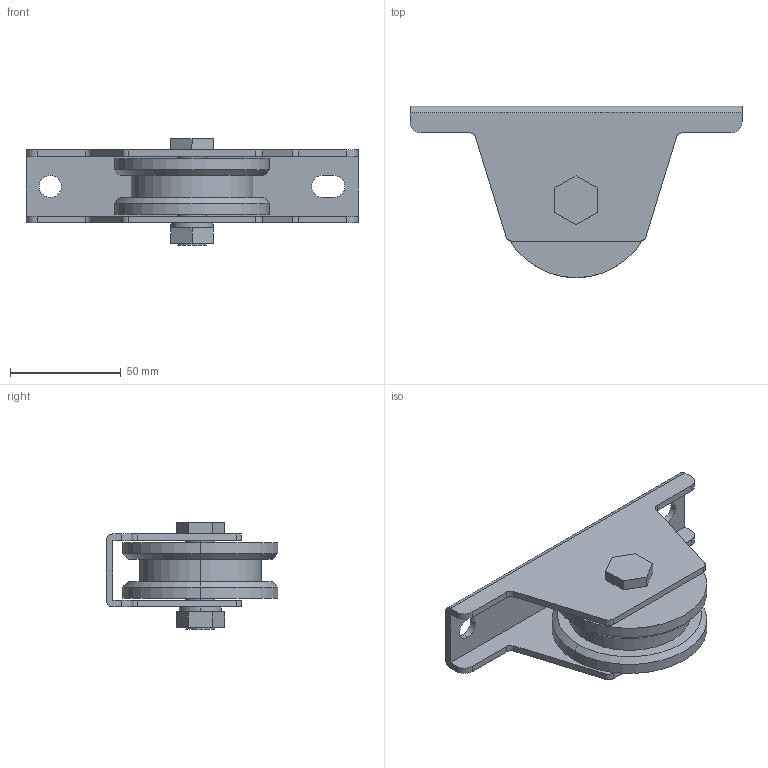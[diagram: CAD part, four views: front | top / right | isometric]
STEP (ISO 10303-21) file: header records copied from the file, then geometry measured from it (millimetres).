
FILE_DESCRIPTION (( 'STEP AP203' ), '1' );
FILE_NAME ('K-20-70.STEP', '2009-08-10T04:00:54', ( '11sw' ), ( 'タキゲン製造株式会社' ), 'SwSTEP 2.0', 'SolidWorks 2007', '' );
FILE_SCHEMA (( 'CONFIG_CONTROL_DESIGN' ));
Length unit declared in the file: millimetre
Products named in the file (1): K-20-70
Bounding box: 150 x 77.5 x 48 mm (x, y, z)
Volume: 129213.3 mm3; surface area: 46930.9 mm2
Topology: 1 solids, 1 shells, 81 faces, 204 edges, 132 vertices
Faces by surface type: plane 45, cylinder 32, cone 4
Entity records: 2523 total; most frequent: DIRECTION 440, CARTESIAN_POINT 418, ORIENTED_EDGE 408, EDGE_CURVE 204, AXIS2_PLACEMENT_3D 154, VERTEX_POINT 132, VECTOR 132, LINE 132
